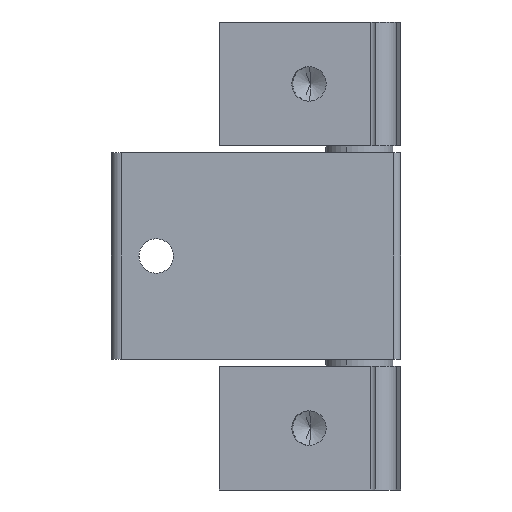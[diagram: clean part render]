
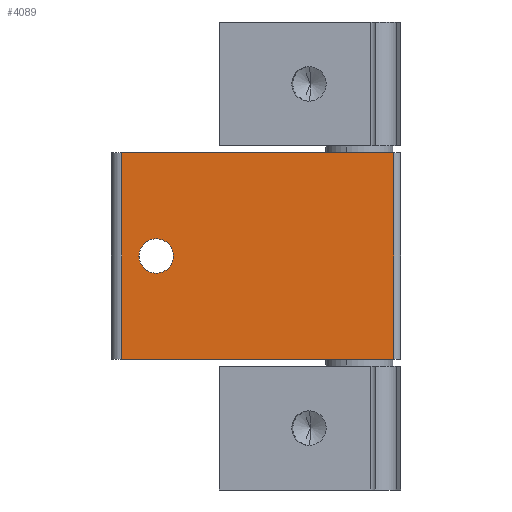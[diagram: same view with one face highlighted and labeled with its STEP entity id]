
A CAD part, front view. The second image highlights one B-rep face of the part: STEP entity #4089.
In plain terms, the highlighted planar face has unit normal (0, -1, 0).
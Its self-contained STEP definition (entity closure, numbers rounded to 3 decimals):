
#226 = VERTEX_POINT ( 'NONE', #2987 ) ;
#330 = VERTEX_POINT ( 'NONE', #4660 ) ;
#335 = VERTEX_POINT ( 'NONE', #4680 ) ;
#598 = CIRCLE ( 'NONE', #1197, 2.5 ) ;
#602 = AXIS2_PLACEMENT_3D ( 'NONE', #3820, #3821, #3822 ) ;
#615 = CIRCLE ( 'NONE', #602, 2.5 ) ;
#661 = VECTOR ( 'NONE', #5180, 1000. ) ;
#809 = AXIS2_PLACEMENT_3D ( 'NONE', #3759, #3755, #3738 ) ;
#819 = VECTOR ( 'NONE', #3818, 1000. ) ;
#839 = VECTOR ( 'NONE', #3788, 1000. ) ;
#1150 = VECTOR ( 'NONE', #2454, 1000. ) ;
#1197 = AXIS2_PLACEMENT_3D ( 'NONE', #4725, #4726, #4727 ) ;
#1821 = VERTEX_POINT ( 'NONE', #4640 ) ;
#2423 = LINE ( 'NONE', #2443, #1150 ) ;
#2443 = CARTESIAN_POINT ( 'NONE',  ( 5., -42., 15. ) ) ;
#2454 = DIRECTION ( 'NONE',  ( 0., 0., -1. ) ) ;
#2906 = EDGE_LOOP ( 'NONE', ( #3557, #3352, #3328, #3333 ) ) ;
#2913 = EDGE_LOOP ( 'NONE', ( #3562, #3540 ) ) ;
#2987 = CARTESIAN_POINT ( 'NONE',  ( -29.5, -42., 2.5 ) ) ;
#3232 = VERTEX_POINT ( 'NONE', #3643 ) ;
#3234 = VERTEX_POINT ( 'NONE', #3713 ) ;
#3328 = ORIENTED_EDGE ( 'NONE', *, *, #4151, .F. ) ;
#3333 = ORIENTED_EDGE ( 'NONE', *, *, #4226, .T. ) ;
#3352 = ORIENTED_EDGE ( 'NONE', *, *, #4217, .F. ) ;
#3540 = ORIENTED_EDGE ( 'NONE', *, *, #4121, .T. ) ;
#3557 = ORIENTED_EDGE ( 'NONE', *, *, #4240, .T. ) ;
#3562 = ORIENTED_EDGE ( 'NONE', *, *, #4227, .T. ) ;
#3643 = CARTESIAN_POINT ( 'NONE',  ( 5., -42., 15. ) ) ;
#3713 = CARTESIAN_POINT ( 'NONE',  ( -34.5, -42., 15. ) ) ;
#3738 = DIRECTION ( 'NONE',  ( 0., 0., 1. ) ) ;
#3741 = PLANE ( 'NONE',  #809 ) ;
#3742 = FACE_OUTER_BOUND ( 'NONE', #2906, .T. ) ;
#3755 = DIRECTION ( 'NONE',  ( 0., 1., 0. ) ) ;
#3759 = CARTESIAN_POINT ( 'NONE',  ( 5., -42., 15. ) ) ;
#3761 = FACE_BOUND ( 'NONE', #2913, .T. ) ;
#3781 = LINE ( 'NONE', #3855, #819 ) ;
#3788 = DIRECTION ( 'NONE',  ( 1., 0., 0. ) ) ;
#3815 = LINE ( 'NONE', #3853, #839 ) ;
#3818 = DIRECTION ( 'NONE',  ( 0., 0., -1. ) ) ;
#3820 = CARTESIAN_POINT ( 'NONE',  ( -29.5, -42., 0. ) ) ;
#3821 = DIRECTION ( 'NONE',  ( 0., 1., 0. ) ) ;
#3822 = DIRECTION ( 'NONE',  ( 0., 0., 1. ) ) ;
#3853 = CARTESIAN_POINT ( 'NONE',  ( 5., -42., -15. ) ) ;
#3855 = CARTESIAN_POINT ( 'NONE',  ( -34.5, -42., 15. ) ) ;
#4089 = ADVANCED_FACE ( 'NONE', ( #3761, #3742 ), #3741, .F. ) ;
#4121 = EDGE_CURVE ( 'NONE', #1821, #226, #598, .T. ) ;
#4151 = EDGE_CURVE ( 'NONE', #3234, #3232, #5170, .T. ) ;
#4217 = EDGE_CURVE ( 'NONE', #3232, #335, #2423, .T. ) ;
#4226 = EDGE_CURVE ( 'NONE', #3234, #330, #3781, .T. ) ;
#4227 = EDGE_CURVE ( 'NONE', #226, #1821, #615, .T. ) ;
#4240 = EDGE_CURVE ( 'NONE', #330, #335, #3815, .T. ) ;
#4640 = CARTESIAN_POINT ( 'NONE',  ( -29.5, -42., -2.5 ) ) ;
#4660 = CARTESIAN_POINT ( 'NONE',  ( -34.5, -42., -15. ) ) ;
#4680 = CARTESIAN_POINT ( 'NONE',  ( 5., -42., -15. ) ) ;
#4725 = CARTESIAN_POINT ( 'NONE',  ( -29.5, -42., 0. ) ) ;
#4726 = DIRECTION ( 'NONE',  ( 0., 1., 0. ) ) ;
#4727 = DIRECTION ( 'NONE',  ( 0., 0., 1. ) ) ;
#5170 = LINE ( 'NONE', #5179, #661 ) ;
#5179 = CARTESIAN_POINT ( 'NONE',  ( 5., -42., 15. ) ) ;
#5180 = DIRECTION ( 'NONE',  ( 1., 0., 0. ) ) ;
